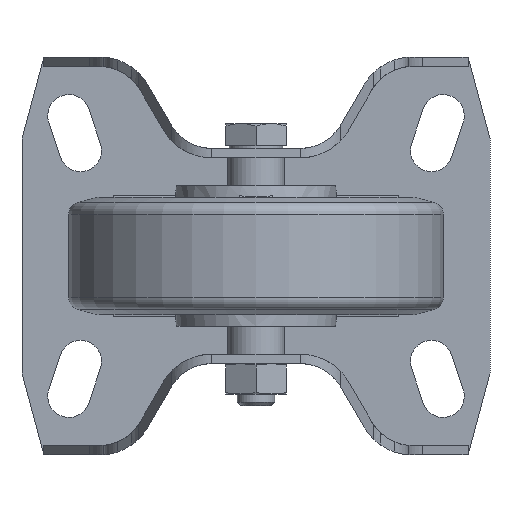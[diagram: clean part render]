
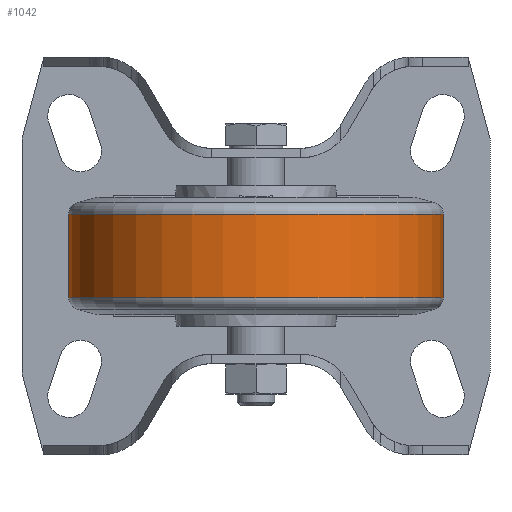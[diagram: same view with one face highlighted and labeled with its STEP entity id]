
A CAD part, front view. The second image highlights one B-rep face of the part: STEP entity #1042.
In plain terms, the highlighted cylindrical face has radius 40 mm (diameter 80 mm), a full revolution.
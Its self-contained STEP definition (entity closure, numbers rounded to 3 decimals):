
#1042 = ADVANCED_FACE( '', ( #2119, #2120 ), #2121, .T. );
#2119 = FACE_OUTER_BOUND( '', #3319, .T. );
#2120 = FACE_OUTER_BOUND( '', #3320, .T. );
#2121 = CYLINDRICAL_SURFACE( '', #3321, 40. );
#3319 = EDGE_LOOP( '', ( #5869 ) );
#3320 = EDGE_LOOP( '', ( #5870 ) );
#3321 = AXIS2_PLACEMENT_3D( '', #5871, #5872, #5873 );
#5869 = ORIENTED_EDGE( '', *, *, #6765, .T. );
#5870 = ORIENTED_EDGE( '', *, *, #7107, .F. );
#5871 = CARTESIAN_POINT( '', ( 30., 0., 0. ) );
#5872 = DIRECTION( '', ( -1., 0., 0. ) );
#5873 = DIRECTION( '', ( 0., 0., -1. ) );
#6765 = EDGE_CURVE( '', #8066, #8066, #8067, .T. );
#7107 = EDGE_CURVE( '', #8633, #8633, #8634, .T. );
#8066 = VERTEX_POINT( '', #10047 );
#8067 = CIRCLE( '', #10048, 40. );
#8633 = VERTEX_POINT( '', #11096 );
#8634 = CIRCLE( '', #11097, 40. );
#10047 = CARTESIAN_POINT( '', ( 6.026, 0., -40. ) );
#10048 = AXIS2_PLACEMENT_3D( '', #12626, #12627, #12628 );
#11096 = CARTESIAN_POINT( '', ( 23.974, 0., -40. ) );
#11097 = AXIS2_PLACEMENT_3D( '', #13001, #13002, #13003 );
#12626 = CARTESIAN_POINT( '', ( 6.026, 0., 0. ) );
#12627 = DIRECTION( '', ( 1., 0., 0. ) );
#12628 = DIRECTION( '', ( 0., 0., -1. ) );
#13001 = CARTESIAN_POINT( '', ( 23.974, 0., 0. ) );
#13002 = DIRECTION( '', ( 1., 0., 0. ) );
#13003 = DIRECTION( '', ( 0., 0., -1. ) );
